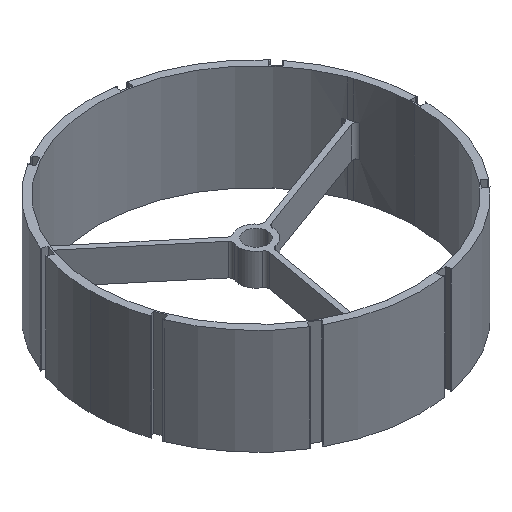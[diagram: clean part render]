
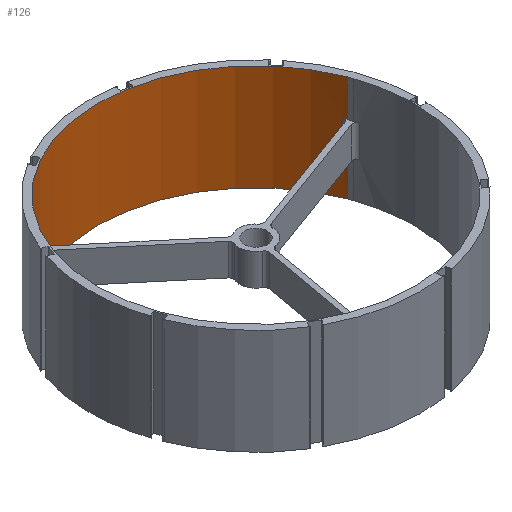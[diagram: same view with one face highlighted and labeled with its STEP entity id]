
A CAD part, isometric view. The second image highlights one B-rep face of the part: STEP entity #126.
In plain terms, the highlighted cylindrical face has radius 75 mm (diameter 150 mm), a partial arc.
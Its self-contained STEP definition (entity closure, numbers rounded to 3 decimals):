
#37=CYLINDRICAL_SURFACE('',#2534,75.);
#126=ADVANCED_FACE('',(#239),#37,.F.);
#239=FACE_OUTER_BOUND('',#354,.F.);
#354=EDGE_LOOP('',(#828,#829,#830,#831,#832,#833,#834,#835,#836,#837,#838,
#839));
#828=ORIENTED_EDGE('',*,*,#1468,.F.);
#829=ORIENTED_EDGE('',*,*,#1478,.F.);
#830=ORIENTED_EDGE('',*,*,#1475,.T.);
#831=ORIENTED_EDGE('',*,*,#1445,.F.);
#832=ORIENTED_EDGE('',*,*,#1444,.T.);
#833=ORIENTED_EDGE('',*,*,#1446,.F.);
#834=ORIENTED_EDGE('',*,*,#1466,.F.);
#835=ORIENTED_EDGE('',*,*,#1482,.F.);
#836=ORIENTED_EDGE('',*,*,#1459,.T.);
#837=ORIENTED_EDGE('',*,*,#1455,.F.);
#838=ORIENTED_EDGE('',*,*,#1453,.F.);
#839=ORIENTED_EDGE('',*,*,#1454,.F.);
#1209=CIRCLE('',#2411,75.);
#1210=CIRCLE('',#2412,75.);
#1215=CIRCLE('',#2417,75.);
#1216=CIRCLE('',#2418,75.);
#1226=CIRCLE('',#2428,75.);
#1230=CIRCLE('',#2432,75.);
#1444=EDGE_CURVE('',#2155,#2154,#1757,.T.);
#1445=EDGE_CURVE('',#2155,#2153,#1209,.T.);
#1446=EDGE_CURVE('',#2152,#2154,#1210,.T.);
#1453=EDGE_CURVE('',#2143,#2142,#1760,.T.);
#1454=EDGE_CURVE('',#2141,#2143,#1215,.T.);
#1455=EDGE_CURVE('',#2142,#2140,#1216,.T.);
#1459=EDGE_CURVE('',#2135,#2140,#1762,.T.);
#1466=EDGE_CURVE('',#2130,#2152,#1767,.T.);
#1468=EDGE_CURVE('',#2129,#2141,#1768,.T.);
#1475=EDGE_CURVE('',#2124,#2153,#1773,.T.);
#1478=EDGE_CURVE('',#2124,#2129,#1226,.T.);
#1482=EDGE_CURVE('',#2135,#2130,#1230,.T.);
#1757=LINE('',#3664,#2010);
#1760=LINE('',#3673,#2013);
#1762=LINE('',#3679,#2015);
#1767=LINE('',#3686,#2020);
#1768=LINE('',#3688,#2021);
#1773=LINE('',#3695,#2026);
#2010=VECTOR('',#2797,15.);
#2013=VECTOR('',#2812,15.);
#2015=VECTOR('',#2822,17.5);
#2020=VECTOR('',#2831,17.5);
#2021=VECTOR('',#2834,17.5);
#2026=VECTOR('',#2843,17.5);
#2124=VERTEX_POINT('',#3263);
#2129=VERTEX_POINT('',#3268);
#2130=VERTEX_POINT('',#3269);
#2135=VERTEX_POINT('',#3274);
#2140=VERTEX_POINT('',#3279);
#2141=VERTEX_POINT('',#3280);
#2142=VERTEX_POINT('',#3281);
#2143=VERTEX_POINT('',#3282);
#2152=VERTEX_POINT('',#3291);
#2153=VERTEX_POINT('',#3292);
#2154=VERTEX_POINT('',#3293);
#2155=VERTEX_POINT('',#3294);
#2411=AXIS2_PLACEMENT_3D('',#3665,#2798,#2799);
#2412=AXIS2_PLACEMENT_3D('',#3666,#2800,#2801);
#2417=AXIS2_PLACEMENT_3D('',#3674,#2813,#2814);
#2418=AXIS2_PLACEMENT_3D('',#3675,#2815,#2816);
#2428=AXIS2_PLACEMENT_3D('',#3698,#2848,#2849);
#2432=AXIS2_PLACEMENT_3D('',#3702,#2856,#2857);
#2534=AXIS2_PLACEMENT_3D('',#3897,#3153,#3154);
#2797=DIRECTION('',(0.,0.,1.));
#2798=DIRECTION('',(0.,0.,1.));
#2799=DIRECTION('',(-0.737,0.676,0.));
#2800=DIRECTION('',(0.,0.,-1.));
#2801=DIRECTION('',(-0.755,0.655,0.));
#2812=DIRECTION('',(0.,0.,1.));
#2813=DIRECTION('',(0.,0.,1.));
#2814=DIRECTION('',(0.934,0.358,0.));
#2815=DIRECTION('',(0.,0.,-1.));
#2816=DIRECTION('',(0.924,0.384,0.));
#2822=DIRECTION('',(0.,0.,-1.));
#2831=DIRECTION('',(0.,0.,-1.));
#2834=DIRECTION('',(0.,0.,1.));
#2843=DIRECTION('',(0.,0.,1.));
#2848=DIRECTION('',(0.,0.,-1.));
#2849=DIRECTION('',(-0.755,0.655,0.));
#2856=DIRECTION('',(0.,0.,1.));
#2857=DIRECTION('',(0.934,0.358,0.));
#3153=DIRECTION('',(0.,0.,1.));
#3154=DIRECTION('',(1.,0.,0.));
#3263=CARTESIAN_POINT('',(-56.642,49.16,0.));
#3268=CARTESIAN_POINT('',(70.04,26.823,0.));
#3269=CARTESIAN_POINT('',(-56.642,49.16,50.));
#3274=CARTESIAN_POINT('',(70.04,26.823,50.));
#3279=CARTESIAN_POINT('',(70.04,26.823,32.5));
#3280=CARTESIAN_POINT('',(70.04,26.823,17.5));
#3281=CARTESIAN_POINT('',(69.265,28.764,32.5));
#3282=CARTESIAN_POINT('',(69.265,28.764,17.5));
#3291=CARTESIAN_POINT('',(-56.642,49.16,32.5));
#3292=CARTESIAN_POINT('',(-56.642,49.16,17.5));
#3293=CARTESIAN_POINT('',(-55.25,50.719,32.5));
#3294=CARTESIAN_POINT('',(-55.25,50.719,17.5));
#3664=CARTESIAN_POINT('',(-55.25,50.719,17.5));
#3665=CARTESIAN_POINT('',(0.,0.,17.5));
#3666=CARTESIAN_POINT('',(0.,0.,32.5));
#3673=CARTESIAN_POINT('',(69.265,28.764,17.5));
#3674=CARTESIAN_POINT('',(0.,0.,17.5));
#3675=CARTESIAN_POINT('',(0.,0.,32.5));
#3679=CARTESIAN_POINT('',(70.04,26.823,50.));
#3686=CARTESIAN_POINT('',(-56.642,49.16,50.));
#3688=CARTESIAN_POINT('',(70.04,26.823,0.));
#3695=CARTESIAN_POINT('',(-56.642,49.16,0.));
#3698=CARTESIAN_POINT('',(0.,0.,0.));
#3702=CARTESIAN_POINT('',(0.,0.,50.));
#3897=CARTESIAN_POINT('',(0.,0.,0.));
